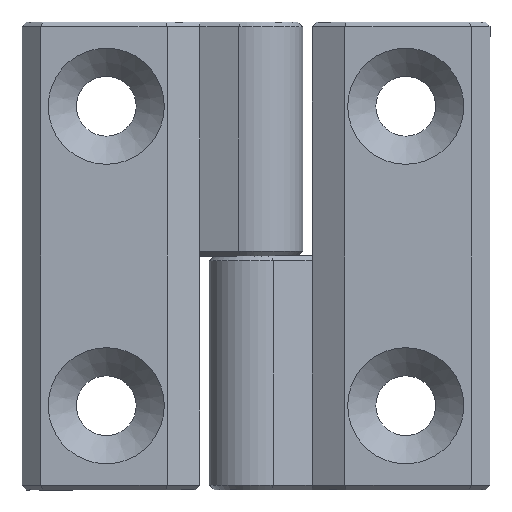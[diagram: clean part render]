
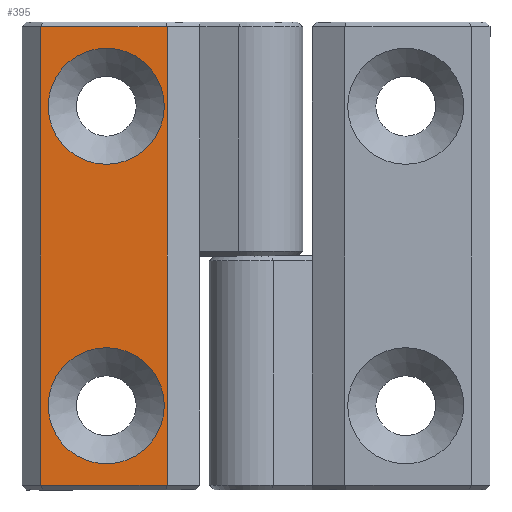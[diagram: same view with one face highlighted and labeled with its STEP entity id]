
A CAD part, front view. The second image highlights one B-rep face of the part: STEP entity #395.
In plain terms, the highlighted planar face has unit normal (0, -1, 0).
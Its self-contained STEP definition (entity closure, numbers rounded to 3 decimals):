
#20 = ORIENTED_EDGE ( 'NONE', *, *, #579, .T. ) ;
#25 = VECTOR ( 'NONE', #513, 1000. ) ;
#37 = CARTESIAN_POINT ( 'NONE',  ( -16., -5., 22.2 ) ) ;
#45 = CARTESIAN_POINT ( 'NONE',  ( -16., -5., -9.8 ) ) ;
#47 = VECTOR ( 'NONE', #289, 1000. ) ;
#52 = CIRCLE ( 'NONE', #968, 6.2 ) ;
#153 = FACE_OUTER_BOUND ( 'NONE', #533, .T. ) ;
#169 = DIRECTION ( 'NONE',  ( -1., 0., 0. ) ) ;
#185 = FACE_BOUND ( 'NONE', #285, .T. ) ;
#189 = CARTESIAN_POINT ( 'NONE',  ( -23., -5., 24.5 ) ) ;
#203 = CARTESIAN_POINT ( 'NONE',  ( -23., -5., 25. ) ) ;
#220 = EDGE_LOOP ( 'NONE', ( #839 ) ) ;
#247 = DIRECTION ( 'NONE',  ( 0., 0., -1. ) ) ;
#253 = AXIS2_PLACEMENT_3D ( 'NONE', #381, #379, #378 ) ;
#285 = EDGE_LOOP ( 'NONE', ( #20 ) ) ;
#289 = DIRECTION ( 'NONE',  ( 1., 0., 0. ) ) ;
#291 = CARTESIAN_POINT ( 'NONE',  ( -9.5, -5., -24.5 ) ) ;
#310 = CARTESIAN_POINT ( 'NONE',  ( -9.5, -5., -24.5 ) ) ;
#316 = CARTESIAN_POINT ( 'NONE',  ( -9.5, -5., 24.5 ) ) ;
#343 = LINE ( 'NONE', #203, #934 ) ;
#354 = ORIENTED_EDGE ( 'NONE', *, *, #746, .T. ) ;
#371 = DIRECTION ( 'NONE',  ( 0., 1., 0. ) ) ;
#374 = DIRECTION ( 'NONE',  ( 0., 0., 1. ) ) ;
#378 = DIRECTION ( 'NONE',  ( 0., 0., 1. ) ) ;
#379 = DIRECTION ( 'NONE',  ( 0., 1., 0. ) ) ;
#380 = CARTESIAN_POINT ( 'NONE',  ( -16., -5., -16. ) ) ;
#381 = CARTESIAN_POINT ( 'NONE',  ( -16., -5., 16. ) ) ;
#388 = LINE ( 'NONE', #291, #47 ) ;
#395 = ADVANCED_FACE ( 'NONE', ( #829, #185, #153 ), #622, .F. ) ;
#497 = CARTESIAN_POINT ( 'NONE',  ( -9.5, -5., 25. ) ) ;
#513 = DIRECTION ( 'NONE',  ( 0., 0., -1. ) ) ;
#533 = EDGE_LOOP ( 'NONE', ( #1175, #956, #1155, #354 ) ) ;
#570 = VECTOR ( 'NONE', #169, 1000. ) ;
#579 = EDGE_CURVE ( 'NONE', #1015, #1015, #635, .T. ) ;
#609 = DIRECTION ( 'NONE',  ( 0., 0., 1. ) ) ;
#617 = DIRECTION ( 'NONE',  ( 0., 1., 0. ) ) ;
#620 = CARTESIAN_POINT ( 'NONE',  ( -9.5, -5., 25. ) ) ;
#622 = PLANE ( 'NONE',  #821 ) ;
#635 = CIRCLE ( 'NONE', #253, 6.2 ) ;
#663 = VERTEX_POINT ( 'NONE', #316 ) ;
#677 = EDGE_CURVE ( 'NONE', #1009, #966, #388, .T. ) ;
#706 = EDGE_CURVE ( 'NONE', #864, #1009, #343, .T. ) ;
#746 = EDGE_CURVE ( 'NONE', #663, #864, #878, .T. ) ;
#821 = AXIS2_PLACEMENT_3D ( 'NONE', #620, #617, #609 ) ;
#829 = FACE_BOUND ( 'NONE', #220, .T. ) ;
#839 = ORIENTED_EDGE ( 'NONE', *, *, #1285, .T. ) ;
#864 = VERTEX_POINT ( 'NONE', #1154 ) ;
#878 = LINE ( 'NONE', #189, #570 ) ;
#893 = EDGE_CURVE ( 'NONE', #663, #966, #1194, .T. ) ;
#934 = VECTOR ( 'NONE', #247, 1000. ) ;
#945 = CARTESIAN_POINT ( 'NONE',  ( -23., -5., -24.5 ) ) ;
#956 = ORIENTED_EDGE ( 'NONE', *, *, #677, .T. ) ;
#966 = VERTEX_POINT ( 'NONE', #310 ) ;
#968 = AXIS2_PLACEMENT_3D ( 'NONE', #380, #371, #374 ) ;
#1009 = VERTEX_POINT ( 'NONE', #945 ) ;
#1015 = VERTEX_POINT ( 'NONE', #37 ) ;
#1154 = CARTESIAN_POINT ( 'NONE',  ( -23., -5., 24.5 ) ) ;
#1155 = ORIENTED_EDGE ( 'NONE', *, *, #893, .F. ) ;
#1175 = ORIENTED_EDGE ( 'NONE', *, *, #706, .T. ) ;
#1178 = VERTEX_POINT ( 'NONE', #45 ) ;
#1194 = LINE ( 'NONE', #497, #25 ) ;
#1285 = EDGE_CURVE ( 'NONE', #1178, #1178, #52, .T. ) ;
